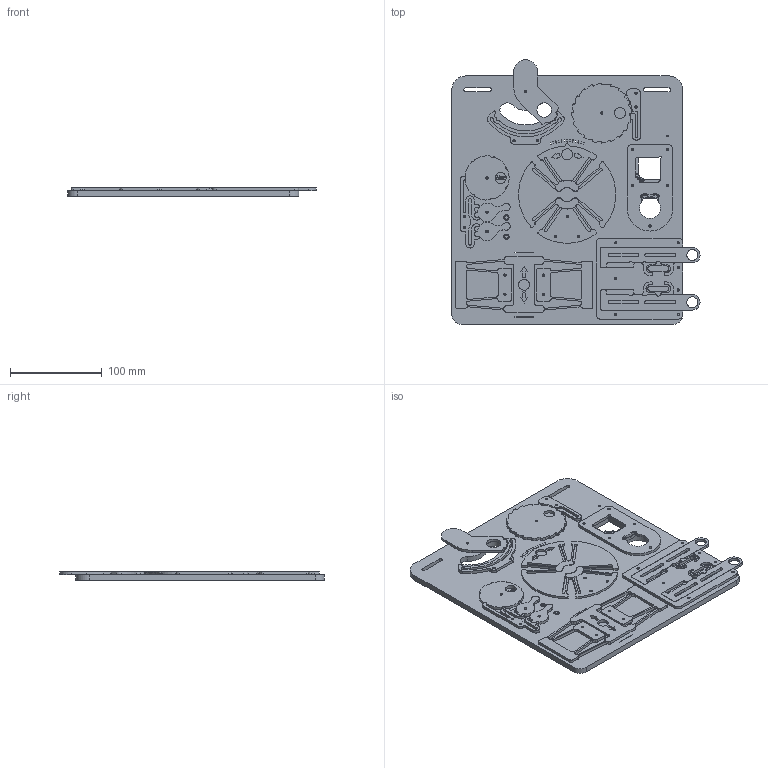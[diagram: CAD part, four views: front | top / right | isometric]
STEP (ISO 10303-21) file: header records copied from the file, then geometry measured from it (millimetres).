
FILE_DESCRIPTION(/* description */ (''),/* implementation_level */ '2;1');
FILE_NAME(/* name */ 'flexure demo v36.step',/* time_stamp */ '2019-10-31T15:13:49-07:00',/* author */ (''),/* organization */ (''),/* preprocessor_version */ 'ST-DEVELOPER v18',/* originating_system */ 'Autodesk Translation Framework v8.6.0.1094',/* authorisation */ '');
FILE_SCHEMA (('AUTOMOTIVE_DESIGN { 1 0 10303 214 3 1 1 }'));
Products named in the file (9): flexure demo; tab; calendar; slide; detent; ratchet; butterfly; pegs; demo board
Assembly tree (8 placements, depth 2):
  flexure demo
    tab
    calendar
    slide
    detent
    ratchet
    butterfly
    pegs
    demo board
Bounding box: 270.94 x 288.64 x 9.53 mm (x, y, z)
Volume: 510741.7 mm3; surface area: 227104.3 mm2
Topology: 15 solids, 15 shells, 1466 faces, 4234 edges, 2831 vertices
Faces by surface type: cylinder 590, plane 523, bspline 353
Full cylindrical faces by diameter (mm): 1.5 x25, 1.54 x5, 2 x1, 2.54 x30, 3.864 x2, 5.864 x2, 12 x6, 15.875 x1, 25.4 x1
Entity records: 54016 total; most frequent: CARTESIAN_POINT 15933, ORIENTED_EDGE 8468, DIRECTION 6993, EDGE_CURVE 4234, VERTEX_POINT 2831, AXIS2_PLACEMENT_3D 2337, LINE 2319, VECTOR 2319
